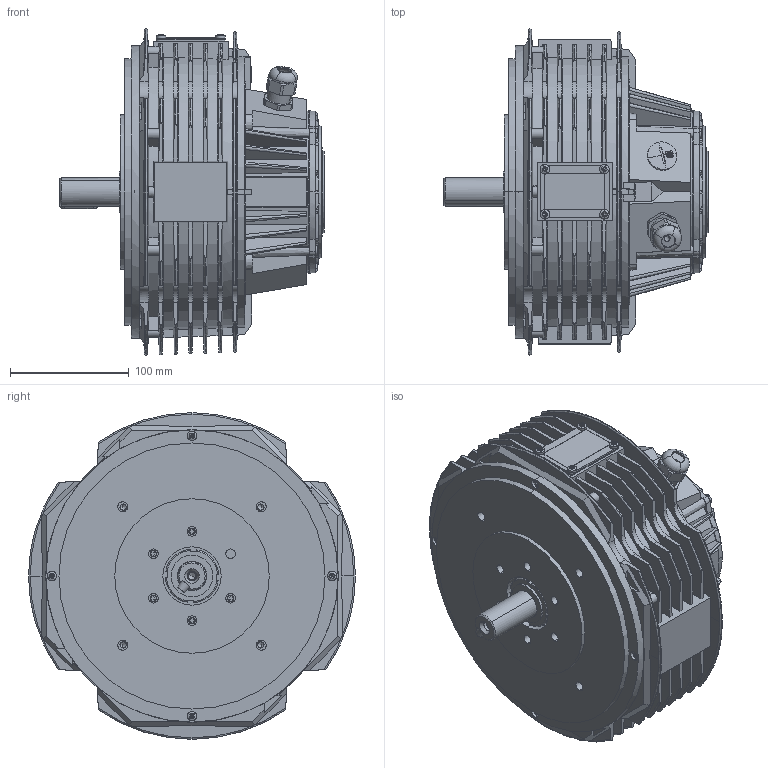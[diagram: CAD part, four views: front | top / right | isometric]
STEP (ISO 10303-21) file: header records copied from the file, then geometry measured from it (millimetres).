
FILE_DESCRIPTION((''),'2;1');
FILE_NAME('MSS-22.stp','2013-05-23T09:54:21',('arodrigo'),(''),'Autodesk Inventor 9','Autodesk Inventor 9','');
FILE_SCHEMA(('AUTOMOTIVE_DESIGN { 1 0 10303 214 1 1 1 1 }'));
Length unit declared in the file: millimetre
Products named in the file (1): Pieza2
Bounding box: 222.5 x 274.91 x 275 mm (x, y, z)
Volume: 5890362.3 mm3; surface area: 401608.9 mm2
Topology: 1 solids, 18 shells, 1675 faces, 4632 edges, 3046 vertices
Faces by surface type: plane 898, bspline 318, cylinder 221, cone 162, torus 52, sphere 24
Entity records: 60740 total; most frequent: CARTESIAN_POINT 20119, ORIENTED_EDGE 9212, DIRECTION 7889, EDGE_CURVE 4606, VERTEX_POINT 3046, AXIS2_PLACEMENT_3D 2879, VECTOR 2131, LINE 2131
